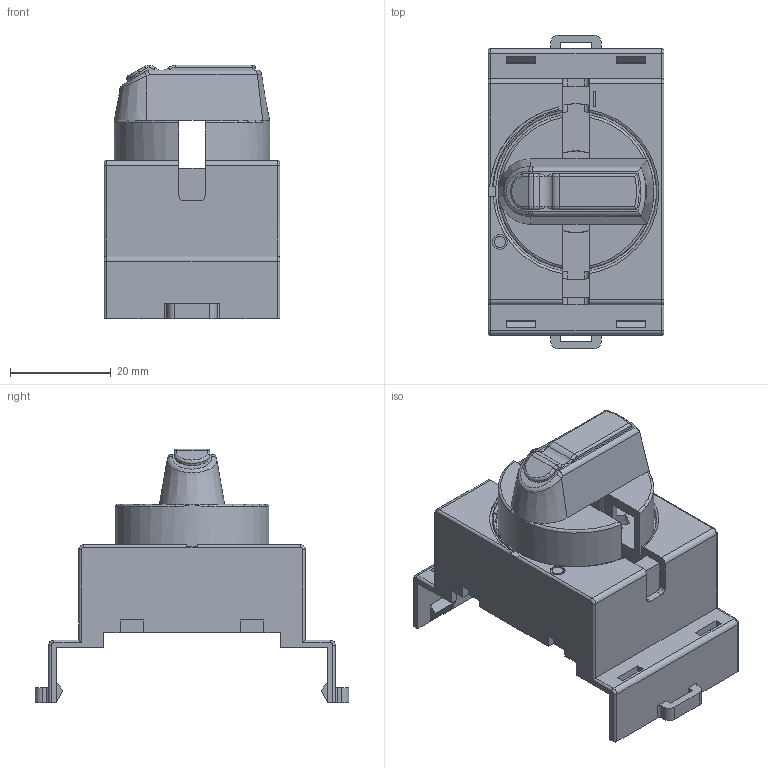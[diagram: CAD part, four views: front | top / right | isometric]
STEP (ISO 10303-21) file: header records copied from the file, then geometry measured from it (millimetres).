
FILE_DESCRIPTION((''),'2;1');
FILE_NAME('OHBS7_SW0001','2023-05-19T12:43:07',('FIANLEH10'),(''),'CREO PARAMETRIC BY PTC INC, 2020184','CREO PARAMETRIC BY PTC INC, 2020184','');
FILE_SCHEMA(('AUTOMOTIVE_DESIGN { 1 0 10303 214 1 1 1 1 }'));
Length unit declared in the file: millimetre
Products named in the file (1): OHBS7_SW0001
Bounding box: 35 x 62.4 x 50.5 mm (x, y, z)
Volume: 29168.6 mm3; surface area: 15429.2 mm2
Topology: 1 solids, 1 shells, 270 faces, 773 edges, 497 vertices
Faces by surface type: plane 151, cylinder 81, torus 24, bspline 12, cone 2
Entity records: 12357 total; most frequent: CARTESIAN_POINT 2739, ORIENTED_EDGE 1546, DIRECTION 1457, EDGE_CURVE 773, VECTOR 506, LINE 506, VERTEX_POINT 497, AXIS2_PLACEMENT_3D 474
